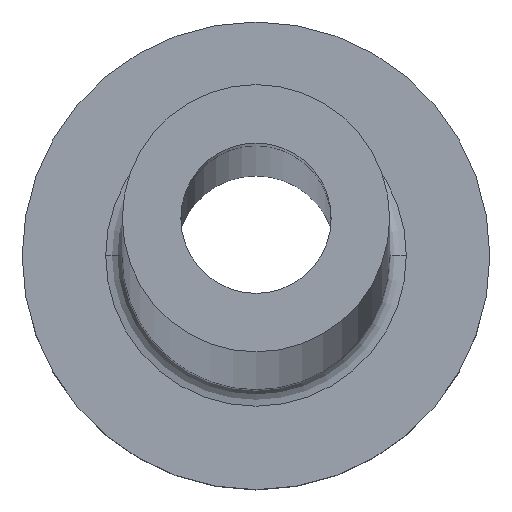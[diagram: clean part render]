
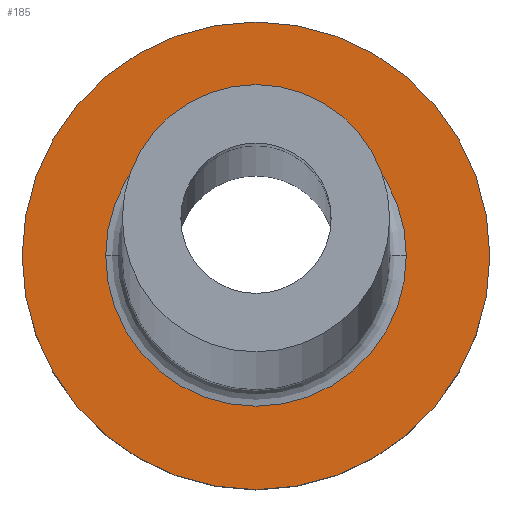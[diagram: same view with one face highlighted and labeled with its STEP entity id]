
A CAD part, top view. The second image highlights one B-rep face of the part: STEP entity #185.
In plain terms, the highlighted planar face has unit normal (0, 0, 1).
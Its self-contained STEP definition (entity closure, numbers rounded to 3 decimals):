
#5 = DIRECTION ( 'NONE',  ( 1., 0., 0. ) ) ;
#14 = CARTESIAN_POINT ( 'NONE',  ( -4.5, 0., 5. ) ) ;
#24 = AXIS2_PLACEMENT_3D ( 'NONE', #30, #417, #404 ) ;
#30 = CARTESIAN_POINT ( 'NONE',  ( 0., 0., 5. ) ) ;
#45 = FACE_OUTER_BOUND ( 'NONE', #253, .T. ) ;
#47 = DIRECTION ( 'NONE',  ( 1., 0., 0. ) ) ;
#53 = CARTESIAN_POINT ( 'NONE',  ( -7., 0., 5. ) ) ;
#62 = AXIS2_PLACEMENT_3D ( 'NONE', #117, #163, #192 ) ;
#73 = AXIS2_PLACEMENT_3D ( 'NONE', #330, #124, #5 ) ;
#90 = CIRCLE ( 'NONE', #433, 4.5 ) ;
#102 = EDGE_CURVE ( 'NONE', #346, #324, #174, .T. ) ;
#117 = CARTESIAN_POINT ( 'NONE',  ( 0., 0., 5. ) ) ;
#124 = DIRECTION ( 'NONE',  ( 0., 0., 1. ) ) ;
#136 = ORIENTED_EDGE ( 'NONE', *, *, #147, .T. ) ;
#147 = EDGE_CURVE ( 'NONE', #216, #234, #220, .T. ) ;
#163 = DIRECTION ( 'NONE',  ( 0., 0., -1. ) ) ;
#174 = CIRCLE ( 'NONE', #62, 4.5 ) ;
#185 = ADVANCED_FACE ( 'NONE', ( #366, #45 ), #397, .T. ) ;
#192 = DIRECTION ( 'NONE',  ( 1., 0., 0. ) ) ;
#196 = DIRECTION ( 'NONE',  ( 0., 0., 1. ) ) ;
#200 = DIRECTION ( 'NONE',  ( 0., 0., -1. ) ) ;
#201 = DIRECTION ( 'NONE',  ( 1., 0., 0. ) ) ;
#216 = VERTEX_POINT ( 'NONE', #384 ) ;
#220 = CIRCLE ( 'NONE', #73, 7. ) ;
#229 = EDGE_CURVE ( 'NONE', #234, #216, #432, .T. ) ;
#234 = VERTEX_POINT ( 'NONE', #53 ) ;
#238 = ORIENTED_EDGE ( 'NONE', *, *, #229, .T. ) ;
#253 = EDGE_LOOP ( 'NONE', ( #238, #136 ) ) ;
#271 = EDGE_LOOP ( 'NONE', ( #279, #408 ) ) ;
#279 = ORIENTED_EDGE ( 'NONE', *, *, #336, .T. ) ;
#284 = CARTESIAN_POINT ( 'NONE',  ( 0., 0., 5. ) ) ;
#314 = CARTESIAN_POINT ( 'NONE',  ( 4.5, 0., 5. ) ) ;
#324 = VERTEX_POINT ( 'NONE', #314 ) ;
#330 = CARTESIAN_POINT ( 'NONE',  ( 0., 0., 5. ) ) ;
#336 = EDGE_CURVE ( 'NONE', #324, #346, #90, .T. ) ;
#346 = VERTEX_POINT ( 'NONE', #14 ) ;
#366 = FACE_BOUND ( 'NONE', #271, .T. ) ;
#367 = CARTESIAN_POINT ( 'NONE',  ( 0., 0., 5. ) ) ;
#379 = AXIS2_PLACEMENT_3D ( 'NONE', #367, #196, #47 ) ;
#384 = CARTESIAN_POINT ( 'NONE',  ( 7., 0., 5. ) ) ;
#397 = PLANE ( 'NONE',  #379 ) ;
#404 = DIRECTION ( 'NONE',  ( 1., 0., 0. ) ) ;
#408 = ORIENTED_EDGE ( 'NONE', *, *, #102, .T. ) ;
#417 = DIRECTION ( 'NONE',  ( 0., 0., 1. ) ) ;
#432 = CIRCLE ( 'NONE', #24, 7. ) ;
#433 = AXIS2_PLACEMENT_3D ( 'NONE', #284, #200, #201 ) ;
